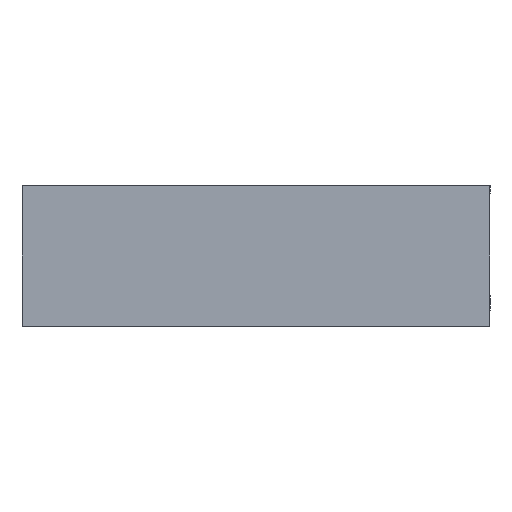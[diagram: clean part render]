
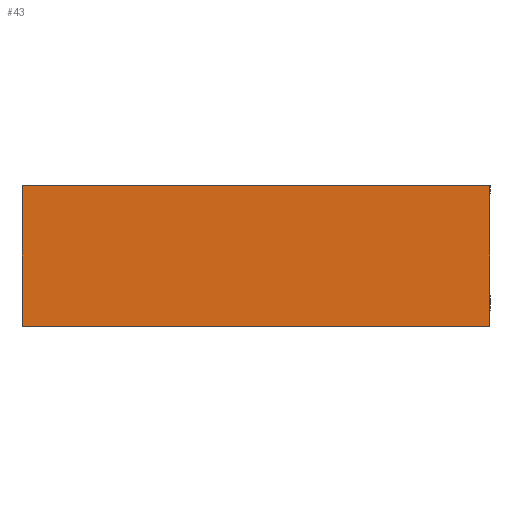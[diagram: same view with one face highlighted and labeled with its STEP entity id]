
A CAD part, left-side view. The second image highlights one B-rep face of the part: STEP entity #43.
In plain terms, the highlighted planar face has unit normal (-1, 0, 0).
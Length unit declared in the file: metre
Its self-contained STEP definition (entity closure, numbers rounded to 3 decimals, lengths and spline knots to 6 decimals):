
#43 = ADVANCED_FACE( 'NONE', ( #86 ), #87, .F. );
#86 = FACE_OUTER_BOUND( '', #126, .T. );
#87 = PLANE( '', #127 );
#126 = EDGE_LOOP( '', ( #185, #186, #187, #188 ) );
#127 = AXIS2_PLACEMENT_3D( '', #189, #190, #191 );
#185 = ORIENTED_EDGE( '', *, *, #261, .T. );
#186 = ORIENTED_EDGE( '', *, *, #267, .F. );
#187 = ORIENTED_EDGE( '', *, *, #268, .F. );
#188 = ORIENTED_EDGE( '', *, *, #269, .T. );
#189 = CARTESIAN_POINT( '', ( 0., -0.254, 0. ) );
#190 = DIRECTION( '', ( 1., 0., 0. ) );
#191 = DIRECTION( '', ( 0., 0., 1. ) );
#261 = EDGE_CURVE( 'NONE', #300, #309, #311, .T. );
#267 = EDGE_CURVE( 'NONE', #319, #309, #320, .T. );
#268 = EDGE_CURVE( 'NONE', #321, #319, #322, .T. );
#269 = EDGE_CURVE( 'NONE', #321, #300, #323, .T. );
#300 = VERTEX_POINT( 'NONE', #361 );
#309 = VERTEX_POINT( 'NONE', #373 );
#311 = LINE( '', #376, #377 );
#319 = VERTEX_POINT( 'NONE', #387 );
#320 = LINE( '', #388, #389 );
#321 = VERTEX_POINT( 'NONE', #390 );
#322 = LINE( '', #391, #392 );
#323 = LINE( '', #393, #394 );
#361 = CARTESIAN_POINT( '', ( 0., 0., 0.0762 ) );
#373 = CARTESIAN_POINT( '', ( 0., 0., 0. ) );
#376 = CARTESIAN_POINT( '', ( 0., 0., 0. ) );
#377 = VECTOR( '', #437, 1. );
#387 = CARTESIAN_POINT( '', ( 0., -0.254, 0. ) );
#388 = CARTESIAN_POINT( '', ( 0., -0.254, 0. ) );
#389 = VECTOR( '', #443, 1. );
#390 = CARTESIAN_POINT( '', ( 0., -0.254, 0.0762 ) );
#391 = CARTESIAN_POINT( '', ( 0., -0.254, 0. ) );
#392 = VECTOR( '', #444, 1. );
#393 = CARTESIAN_POINT( '', ( 0., -0.254, 0.0762 ) );
#394 = VECTOR( '', #445, 1. );
#437 = DIRECTION( '', ( 0., 0., -1. ) );
#443 = DIRECTION( '', ( 0., 1., 0. ) );
#444 = DIRECTION( '', ( 0., 0., -1. ) );
#445 = DIRECTION( '', ( 0., 1., 0. ) );
